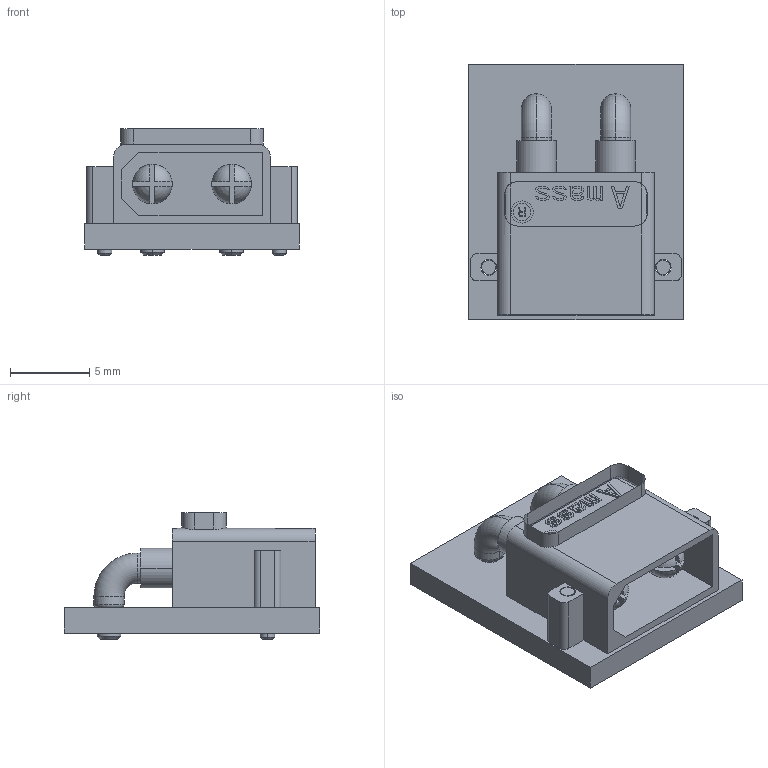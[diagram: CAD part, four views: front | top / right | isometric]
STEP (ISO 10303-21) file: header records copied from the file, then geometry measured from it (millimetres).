
FILE_DESCRIPTION(('Designed by EasyEDA Pro'),'2;1');
FILE_NAME('Open CASCADE Shape Model','2023-04-06T11:02:41',('Author'),( 'Open CASCADE'),'Open CASCADE STEP processor 7.6','Open CASCADE 7.6' ,'Unknown');
FILE_SCHEMA(('AUTOMOTIVE_DESIGN { 1 0 10303 214 1 1 1 1 }'));
Length unit declared in the file: millimetre
Products named in the file (6): PCBModel; COMPOUND; CN1; CONN-TH_XT30PW-M; SHELL
Assembly tree (5 placements, depth 4):
  PCBModel
    COMPOUND
    CN1
      CONN-TH_XT30PW-M
        SHELL
        COMPOUND
Bounding box: 13.53 x 16.09 x 8 mm (x, y, z)
Volume: 650.7 mm3; surface area: 1441 mm2
Topology: 4 solids, 5 shells, 717 faces, 1978 edges, 1308 vertices
Faces by surface type: plane 619, cylinder 62, torus 12, cone 12, sphere 8, bspline 4
Full cylindrical faces by diameter (mm): 1.1 x2, 1.8 x2
Entity records: 29216 total; most frequent: CARTESIAN_POINT 4227, ORIENTED_EDGE 3940, DIRECTION 3596, EDGE_CURVE 1978, LINE 1782, VECTOR 1782, VERTEX_POINT 1308, AXIS2_PLACEMENT_3D 907
